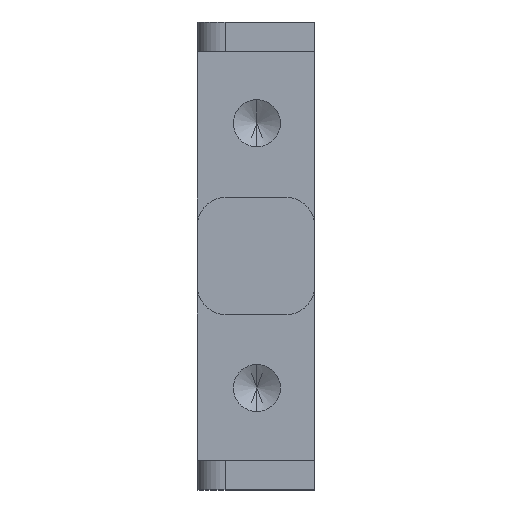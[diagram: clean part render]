
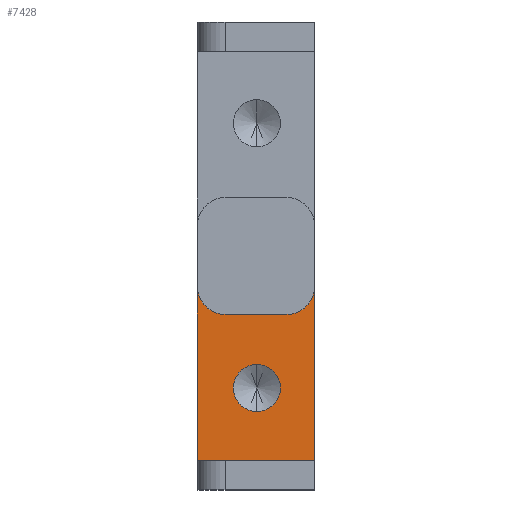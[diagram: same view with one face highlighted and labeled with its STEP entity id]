
A CAD part, left-side view. The second image highlights one B-rep face of the part: STEP entity #7428.
In plain terms, the highlighted planar face has unit normal (-1, 0, 0).
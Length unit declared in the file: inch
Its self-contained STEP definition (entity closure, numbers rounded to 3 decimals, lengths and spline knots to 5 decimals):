
#139 = CARTESIAN_POINT ( 'NONE',  ( -6.125, -6.45, 0.625 ) ) ;
#240 = DIRECTION ( 'NONE',  ( 1., 0., 0. ) ) ;
#288 = EDGE_CURVE ( 'NONE', #9344, #2394, #8751, .T. ) ;
#398 = CIRCLE ( 'NONE', #6505, 0.11811 ) ;
#420 = CARTESIAN_POINT ( 'NONE',  ( -6.125, -6.33189, 0.625 ) ) ;
#575 = DIRECTION ( 'NONE',  ( -1., 0., 0. ) ) ;
#824 = VECTOR ( 'NONE', #4497, 39.37008 ) ;
#873 = DIRECTION ( 'NONE',  ( 1., 0., 0. ) ) ;
#944 = AXIS2_PLACEMENT_3D ( 'NONE', #8868, #873, #5986 ) ;
#1069 = VERTEX_POINT ( 'NONE', #2247 ) ;
#1171 = FACE_OUTER_BOUND ( 'NONE', #5958, .T. ) ;
#1441 = ORIENTED_EDGE ( 'NONE', *, *, #2853, .T. ) ;
#1450 = CIRCLE ( 'NONE', #3453, 0.1005 ) ;
#1555 = VECTOR ( 'NONE', #3061, 39.37008 ) ;
#1570 = CIRCLE ( 'NONE', #6909, 0.1005 ) ;
#1713 = AXIS2_PLACEMENT_3D ( 'NONE', #4002, #5576, #5521 ) ;
#1880 = EDGE_CURVE ( 'NONE', #1069, #8203, #9003, .T. ) ;
#1966 = CARTESIAN_POINT ( 'NONE',  ( -6.125, -6.45, 0.74311 ) ) ;
#2247 = CARTESIAN_POINT ( 'NONE',  ( -6.125, -6.45, 0. ) ) ;
#2394 = VERTEX_POINT ( 'NONE', #8550 ) ;
#2806 = VECTOR ( 'NONE', #6792, 39.37008 ) ;
#2853 = EDGE_CURVE ( 'NONE', #8205, #9353, #398, .T. ) ;
#3061 = DIRECTION ( 'NONE',  ( 0., 1., 0. ) ) ;
#3289 = VECTOR ( 'NONE', #6686, 39.37008 ) ;
#3453 = AXIS2_PLACEMENT_3D ( 'NONE', #5957, #5288, #4576 ) ;
#3456 = CARTESIAN_POINT ( 'NONE',  ( -6.125, -6.20375, 0.31088 ) ) ;
#3502 = DIRECTION ( 'NONE',  ( 0., 0., 1. ) ) ;
#3763 = LINE ( 'NONE', #8887, #824 ) ;
#3786 = LINE ( 'NONE', #8808, #3289 ) ;
#4002 = CARTESIAN_POINT ( 'NONE',  ( -6.125, -6.45, 0. ) ) ;
#4294 = ORIENTED_EDGE ( 'NONE', *, *, #4711, .F. ) ;
#4299 = CARTESIAN_POINT ( 'NONE',  ( -6.125, -6.20375, 0.41137 ) ) ;
#4419 = ORIENTED_EDGE ( 'NONE', *, *, #9111, .T. ) ;
#4490 = ORIENTED_EDGE ( 'NONE', *, *, #8964, .F. ) ;
#4497 = DIRECTION ( 'NONE',  ( 0., 0., 1. ) ) ;
#4576 = DIRECTION ( 'NONE',  ( 0., 0., 1. ) ) ;
#4711 = EDGE_CURVE ( 'NONE', #8878, #7123, #1570, .T. ) ;
#4789 = CARTESIAN_POINT ( 'NONE',  ( -6.125, -6.45, 0. ) ) ;
#4963 = PLANE ( 'NONE',  #1713 ) ;
#5288 = DIRECTION ( 'NONE',  ( -1., 0., 0. ) ) ;
#5521 = DIRECTION ( 'NONE',  ( 0., 0., 1. ) ) ;
#5550 = CARTESIAN_POINT ( 'NONE',  ( -6.125, -5.95, 0. ) ) ;
#5576 = DIRECTION ( 'NONE',  ( -1., 0., 0. ) ) ;
#5808 = ORIENTED_EDGE ( 'NONE', *, *, #1880, .F. ) ;
#5855 = CARTESIAN_POINT ( 'NONE',  ( -6.125, -6.33189, 0.74311 ) ) ;
#5957 = CARTESIAN_POINT ( 'NONE',  ( -6.125, -6.20375, 0.31088 ) ) ;
#5958 = EDGE_LOOP ( 'NONE', ( #4419, #1441, #7333, #8020, #4490, #5808 ) ) ;
#5986 = DIRECTION ( 'NONE',  ( 0., 0., 1. ) ) ;
#6373 = EDGE_CURVE ( 'NONE', #7123, #8878, #1450, .T. ) ;
#6505 = AXIS2_PLACEMENT_3D ( 'NONE', #5855, #240, #8262 ) ;
#6686 = DIRECTION ( 'NONE',  ( 0., 0., 1. ) ) ;
#6792 = DIRECTION ( 'NONE',  ( 0., 1., 0. ) ) ;
#6909 = AXIS2_PLACEMENT_3D ( 'NONE', #3456, #575, #3502 ) ;
#7012 = FACE_BOUND ( 'NONE', #8601, .T. ) ;
#7123 = VERTEX_POINT ( 'NONE', #4299 ) ;
#7154 = CARTESIAN_POINT ( 'NONE',  ( -6.125, -6.06811, 0.625 ) ) ;
#7333 = ORIENTED_EDGE ( 'NONE', *, *, #7336, .T. ) ;
#7336 = EDGE_CURVE ( 'NONE', #9353, #9344, #7625, .T. ) ;
#7428 = ADVANCED_FACE ( 'NONE', ( #1171, #7012 ), #4963, .T. ) ;
#7625 = LINE ( 'NONE', #139, #1555 ) ;
#7658 = ORIENTED_EDGE ( 'NONE', *, *, #6373, .F. ) ;
#8020 = ORIENTED_EDGE ( 'NONE', *, *, #288, .T. ) ;
#8090 = CARTESIAN_POINT ( 'NONE',  ( -6.125, -6.20375, 0.21038 ) ) ;
#8203 = VERTEX_POINT ( 'NONE', #5550 ) ;
#8205 = VERTEX_POINT ( 'NONE', #1966 ) ;
#8262 = DIRECTION ( 'NONE',  ( 0., 0., 1. ) ) ;
#8550 = CARTESIAN_POINT ( 'NONE',  ( -6.125, -5.95, 0.74311 ) ) ;
#8601 = EDGE_LOOP ( 'NONE', ( #7658, #4294 ) ) ;
#8751 = CIRCLE ( 'NONE', #944, 0.11811 ) ;
#8808 = CARTESIAN_POINT ( 'NONE',  ( -6.125, -6.45, 0. ) ) ;
#8868 = CARTESIAN_POINT ( 'NONE',  ( -6.125, -6.06811, 0.74311 ) ) ;
#8878 = VERTEX_POINT ( 'NONE', #8090 ) ;
#8887 = CARTESIAN_POINT ( 'NONE',  ( -6.125, -5.95, 0. ) ) ;
#8964 = EDGE_CURVE ( 'NONE', #8203, #2394, #3763, .T. ) ;
#9003 = LINE ( 'NONE', #4789, #2806 ) ;
#9111 = EDGE_CURVE ( 'NONE', #1069, #8205, #3786, .T. ) ;
#9344 = VERTEX_POINT ( 'NONE', #7154 ) ;
#9353 = VERTEX_POINT ( 'NONE', #420 ) ;
